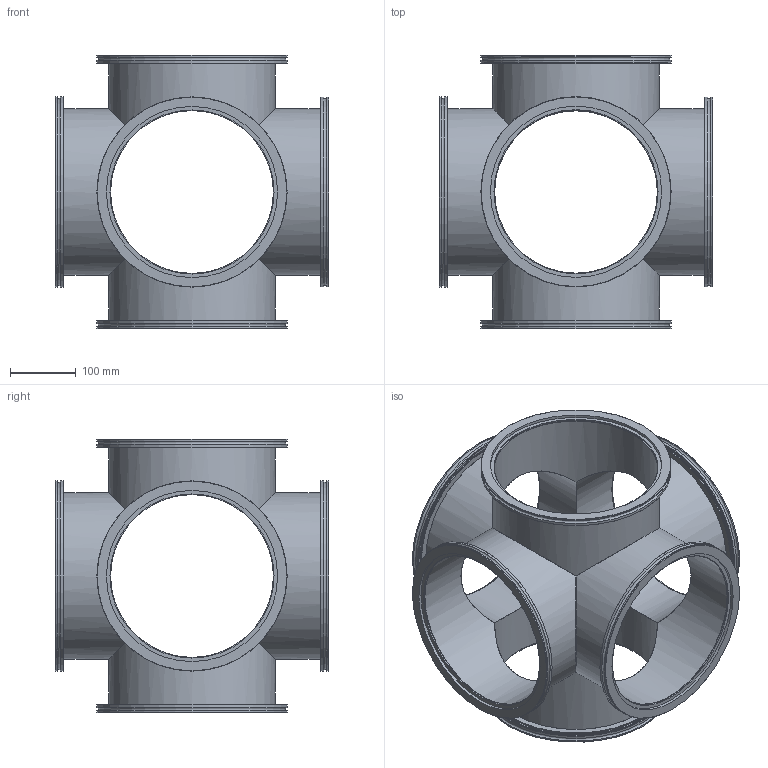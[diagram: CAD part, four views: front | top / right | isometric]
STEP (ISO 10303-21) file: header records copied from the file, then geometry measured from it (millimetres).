
FILE_DESCRIPTION(/* description */ (''),/* implementation_level */ '2;1');
FILE_NAME(/* name */ 'FL-6X250LF-208.stp',/* time_stamp */ '2019-02-11T15:45:49+00:00',/* author */ ('paul'),/* organization */ (''),/* preprocessor_version */ 'ST-DEVELOPER v17.2',/* originating_system */ 'Autodesk Inventor 2019',/* authorisation */ '');
FILE_SCHEMA (('AUTOMOTIVE_DESIGN { 1 0 10303 214 3 1 1 }'));
Length unit declared in the file: millimetre
Products named in the file (3): FL-5X40KF; FL-250LF-W; TUBE1
Assembly tree (12 placements, depth 2):
  FL-5X40KF
    TUBE1  x6
    FL-250LF-W  x6
Bounding box: 416 x 416 x 416 mm (x, y, z)
Volume: 2188335.1 mm3; surface area: 1227548.5 mm2
Topology: 12 solids, 12 shells, 168 faces, 408 edges, 282 vertices
Faces by surface type: plane 66, cylinder 54, torus 30, cone 18
Full cylindrical faces by diameter (mm): 248 x6, 250 x6, 254 x6, 255 x6, 261 x6, 275 x6, 285 x6, 290 x12
Entity records: 1066 total; most frequent: DIRECTION 206, CARTESIAN_POINT 158, ORIENTED_EDGE 136, AXIS2_PLACEMENT_3D 95, EDGE_CURVE 68, VERTEX_POINT 47, CIRCLE 42, EDGE_LOOP 35
